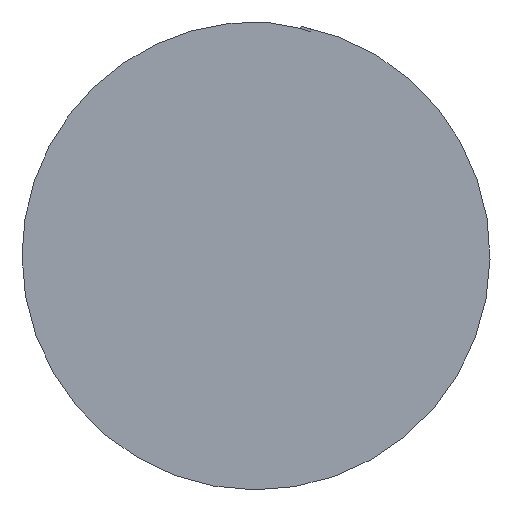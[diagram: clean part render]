
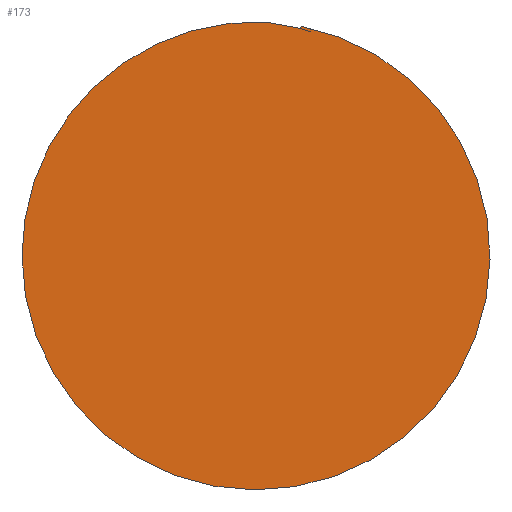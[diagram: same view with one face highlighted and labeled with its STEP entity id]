
A CAD part, top view. The second image highlights one B-rep face of the part: STEP entity #173.
In plain terms, the highlighted planar face has unit normal (0, 0, 1).
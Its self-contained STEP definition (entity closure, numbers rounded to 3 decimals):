
#15=PLANE('',#205);
#30=FACE_OUTER_BOUND('',#40,.T.);
#40=EDGE_LOOP('',(#154,#155,#156,#157));
#43=CIRCLE('',#201,200.5);
#44=CIRCLE('',#203,200.5);
#54=B_SPLINE_CURVE_WITH_KNOTS('',3,(#1616,#1617,#1618,#1619,#1620,#1621,
#1622,#1623,#1624,#1625,#1626,#1627,#1628,#1629,#1630,#1631),
 .UNSPECIFIED.,.F.,.F.,(4,3,3,3,3,4),(0.,0.684,1.375,
2.07,2.77,2.965),.UNSPECIFIED.);
#57=B_SPLINE_CURVE_WITH_KNOTS('',3,(#2124,#2125,#2126,#2127,#2128,#2129),
 .UNSPECIFIED.,.F.,.F.,(4,2,4),(0.,0.1,
0.2),.UNSPECIFIED.);
#80=VERTEX_POINT('',#1198);
#82=VERTEX_POINT('',#1201);
#83=VERTEX_POINT('',#1615);
#85=VERTEX_POINT('',#2123);
#100=EDGE_CURVE('',#82,#80,#43,.T.);
#103=EDGE_CURVE('',#83,#82,#54,.T.);
#106=EDGE_CURVE('',#85,#83,#57,.T.);
#109=EDGE_CURVE('',#80,#85,#44,.T.);
#154=ORIENTED_EDGE('',*,*,#103,.T.);
#155=ORIENTED_EDGE('',*,*,#100,.T.);
#156=ORIENTED_EDGE('',*,*,#109,.T.);
#157=ORIENTED_EDGE('',*,*,#106,.T.);
#173=ADVANCED_FACE('',(#30),#15,.T.);
#201=AXIS2_PLACEMENT_3D('',#1202,#227,#228);
#203=AXIS2_PLACEMENT_3D('',#2643,#231,#232);
#205=AXIS2_PLACEMENT_3D('',#2645,#235,#236);
#227=DIRECTION('center_axis',(0.,0.,1.));
#228=DIRECTION('ref_axis',(1.,0.,0.));
#231=DIRECTION('center_axis',(0.,0.,1.));
#232=DIRECTION('ref_axis',(1.,0.,0.));
#235=DIRECTION('center_axis',(0.,0.,1.));
#236=DIRECTION('ref_axis',(1.,0.,0.));
#1198=CARTESIAN_POINT('',(-200.5,0.,135.313));
#1201=CARTESIAN_POINT('',(9.175,200.29,135.313));
#1202=CARTESIAN_POINT('Origin',(0.,0.,135.313));
#1615=CARTESIAN_POINT('',(38.255,194.784,135.313));
#1616=CARTESIAN_POINT('Ctrl Pts',(38.254,194.783,135.313));
#1617=CARTESIAN_POINT('Ctrl Pts',(36.053,195.371,135.313));
#1618=CARTESIAN_POINT('Ctrl Pts',(33.842,195.922,135.313));
#1619=CARTESIAN_POINT('Ctrl Pts',(31.623,196.435,135.313));
#1620=CARTESIAN_POINT('Ctrl Pts',(29.379,196.953,135.313));
#1621=CARTESIAN_POINT('Ctrl Pts',(27.126,197.433,135.313));
#1622=CARTESIAN_POINT('Ctrl Pts',(24.866,197.873,135.313));
#1623=CARTESIAN_POINT('Ctrl Pts',(22.593,198.316,135.313));
#1624=CARTESIAN_POINT('Ctrl Pts',(20.313,198.72,135.313));
#1625=CARTESIAN_POINT('Ctrl Pts',(18.026,199.083,135.313));
#1626=CARTESIAN_POINT('Ctrl Pts',(15.725,199.45,135.313));
#1627=CARTESIAN_POINT('Ctrl Pts',(13.417,199.776,135.313));
#1628=CARTESIAN_POINT('Ctrl Pts',(11.104,200.061,135.313));
#1629=CARTESIAN_POINT('Ctrl Pts',(10.462,200.141,135.313));
#1630=CARTESIAN_POINT('Ctrl Pts',(9.818,200.217,135.313));
#1631=CARTESIAN_POINT('Ctrl Pts',(9.175,200.29,135.313));
#2123=CARTESIAN_POINT('',(38.771,196.716,135.313));
#2124=CARTESIAN_POINT('Ctrl Pts',(38.771,196.716,135.313));
#2125=CARTESIAN_POINT('Ctrl Pts',(38.685,196.394,135.313));
#2126=CARTESIAN_POINT('Ctrl Pts',(38.599,196.072,135.313));
#2127=CARTESIAN_POINT('Ctrl Pts',(38.427,195.428,135.313));
#2128=CARTESIAN_POINT('Ctrl Pts',(38.341,195.106,135.313));
#2129=CARTESIAN_POINT('Ctrl Pts',(38.255,194.784,135.313));
#2643=CARTESIAN_POINT('Origin',(0.,0.,135.313));
#2645=CARTESIAN_POINT('Origin',(0.,0.,135.313));
